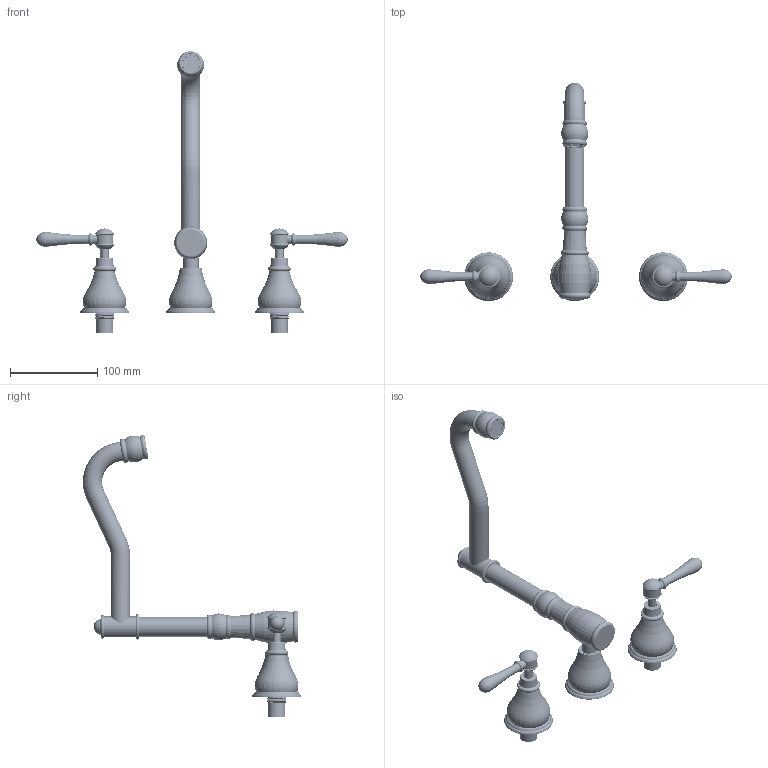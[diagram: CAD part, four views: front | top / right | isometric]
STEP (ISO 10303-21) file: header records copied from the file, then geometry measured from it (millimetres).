
FILE_DESCRIPTION (( 'STEP AP203' ), '1' );
FILE_NAME ('MV1015LCHE.STEP', '2020-02-26T07:15:55', ( 'Windows 蚚誧' ), ( '' ), 'SwSTEP 2.0', 'SolidWorks 2019', '' );
FILE_SCHEMA (( 'CONFIG_CONTROL_DESIGN' ));
Length unit declared in the file: millimetre
Products named in the file (38): 15x1.5 O型圈; 22嘉萎報滇爾諉奪; MV堤阨奪蚾庉芛; 22嘉萎報滇奪ㄗ爾諉ㄘ; MVХ宒報滇蟀諉奪; MV邧參醱髓笘欶釱; 110快开插齿G58阀芯（30.5阀盖）; M16x1 22奪爾諉芛;    M70SB21C    MV珨趼忒梟裝; 報滇荎宒郪; 5-8辦羲概郋-110酗; MV1015LCHE; 28.5X22.5X1.5綻祧菜え; MV珨趼忒謫; 22古典厨房直管（焊接）; MVХ宒唌詰奪釱; MV邧參珨趼忒謫釱; 入墙浴缸管座组; MV22堤阨奪蟀諉璃ㄗ郪ㄘ; 辦羲30.5坶踡蹟譫; MV22古典出水管装饰圈; MV双把入墙钟罩; MV堤阨諳ㄗ郪ㄘ; M16X1 22奪爾諉簽; MV堤阨諳; MV1070LCH; 囀鞠褒潑芛蹟佪M5x12 (G12090G00); 22古典厨房直管焊接管; 入墙式厨房管座组; 22嘉萎奪爾諉芛; MV22堤阨奪蟀諉璃; MVХ宒報滇奪釱; M4x4 囀鞠褒す傷蹟佪 (G12003G00); MV1014ACHE; 15x1.5 O型圈-D14.5; 臟賙M21.5X1堤阨厙
Assembly tree (48 placements, depth 5):
  MV1015LCHE
    MV1070LCH
      110快开插齿G58阀芯（30.5阀盖）
        5-8辦羲概郋-110酗
        辦羲30.5坶踡蹟譫
        28.5X22.5X1.5綻祧菜え
      110快开插齿G58阀芯（30.5阀盖）
        5-8辦羲概郋-110酗
        辦羲30.5坶踡蹟譫
        28.5X22.5X1.5綻祧菜え
      MV双把入墙钟罩  x2
      MV邧參醱髓笘欶釱  x2
      MV珨趼忒謫
        MV邧參珨趼忒謫釱
           M70SB21C    MV珨趼忒梟裝
        囀鞠褒潑芛蹟佪M5x12 (G12090G00)
      MV珨趼忒謫
        MV邧參珨趼忒謫釱
           M70SB21C    MV珨趼忒梟裝
        囀鞠褒潑芛蹟佪M5x12 (G12090G00)
    入墙式厨房管座组
      MVХ宒報滇奪釱
      MVХ宒報滇蟀諉奪
      入墙浴缸管座组
        MVХ宒唌詰奪釱
        MV邧參醱髓笘欶釱
      15x1.5 O型圈-D14.5
      15x1.5 O型圈
      M4x4 囀鞠褒す傷蹟佪 (G12003G00)
    MV1014ACHE
      報滇荎宒郪
        22古典厨房直管（焊接）
          22古典厨房直管焊接管
          M16x1 22奪爾諉芛  x2
        MV堤阨奪蚾庉芛
        22嘉萎報滇奪ㄗ爾諉ㄘ
          22嘉萎奪爾諉芛
          22嘉萎報滇爾諉奪
          M16X1 22奪爾諉簽
        MV22古典出水管装饰圈
        MV22堤阨奪蟀諉璃ㄗ郪ㄘ
          MV22堤阨奪蟀諉璃
      MV堤阨諳ㄗ郪ㄘ
        MV堤阨諳
        臟賙M21.5X1堤阨厙
        15x1.5 O型圈
Bounding box: 356 x 249.52 x 322.18 mm (x, y, z)
Volume: 258533.9 mm3; surface area: 188481.7 mm2
Topology: 36 solids, 36 shells, 1919 faces, 5011 edges, 3243 vertices
Faces by surface type: cylinder 881, plane 452, cone 233, torus 196, bspline 141, sphere 16
Entity records: 85801 total; most frequent: CARTESIAN_POINT 53041, ORIENTED_EDGE 6516, DIRECTION 5530, EDGE_CURVE 3258, AXIS2_PLACEMENT_3D 2255, VERTEX_POINT 2112, EDGE_LOOP 1384, ADVANCED_FACE 1270
